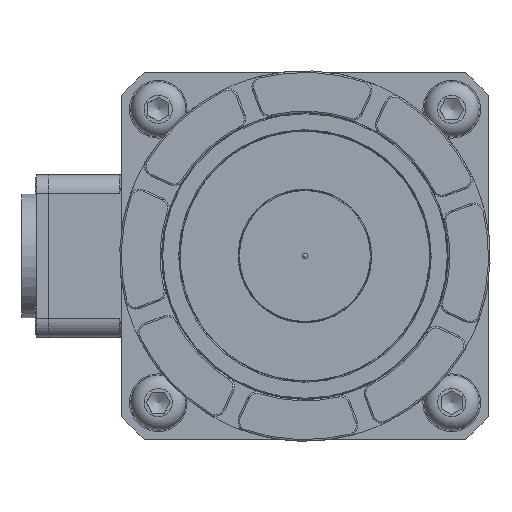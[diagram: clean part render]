
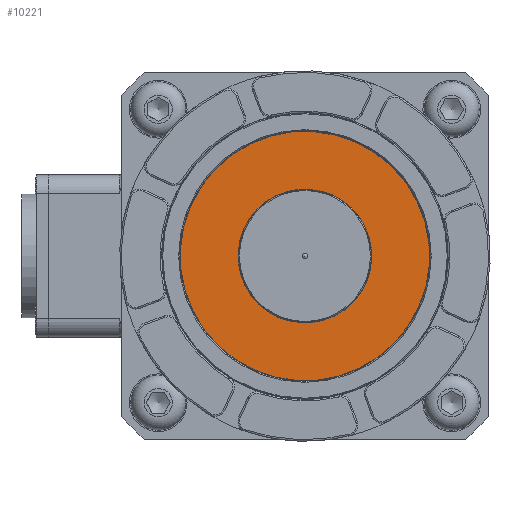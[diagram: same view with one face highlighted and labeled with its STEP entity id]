
A CAD part, front view. The second image highlights one B-rep face of the part: STEP entity #10221.
In plain terms, the highlighted planar face has unit normal (0, -1, 0).
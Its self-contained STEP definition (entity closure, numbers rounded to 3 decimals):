
#462=FACE_BOUND('',#1611,.T.);
#595=PLANE('',#11042);
#938=FACE_OUTER_BOUND('',#1610,.T.);
#1610=EDGE_LOOP('',(#7115));
#1611=EDGE_LOOP('',(#7116));
#3607=CIRCLE('',#11041,12.75);
#3608=CIRCLE('',#11043,23.8);
#4380=VERTEX_POINT('',#16120);
#4381=VERTEX_POINT('',#16124);
#5405=EDGE_CURVE('',#4380,#4380,#3607,.T.);
#5406=EDGE_CURVE('',#4381,#4381,#3608,.T.);
#7115=ORIENTED_EDGE('',*,*,#5406,.F.);
#7116=ORIENTED_EDGE('',*,*,#5405,.T.);
#10221=ADVANCED_FACE('',(#938,#462),#595,.T.);
#11041=AXIS2_PLACEMENT_3D('',#16122,#12796,#12797);
#11042=AXIS2_PLACEMENT_3D('',#16123,#12798,#12799);
#11043=AXIS2_PLACEMENT_3D('',#16125,#12800,#12801);
#12796=DIRECTION('center_axis',(0.,1.,0.));
#12797=DIRECTION('ref_axis',(-0.105,0.,0.995));
#12798=DIRECTION('center_axis',(0.,-1.,0.));
#12799=DIRECTION('ref_axis',(-0.105,0.,0.995));
#12800=DIRECTION('center_axis',(0.,1.,0.));
#12801=DIRECTION('ref_axis',(-0.105,0.,0.995));
#16120=CARTESIAN_POINT('',(1.333,-19.87,-12.68));
#16122=CARTESIAN_POINT('Origin',(0.,-19.87,
0.));
#16123=CARTESIAN_POINT('Origin',(0.,-19.87,
0.));
#16124=CARTESIAN_POINT('',(2.488,-19.87,-23.67));
#16125=CARTESIAN_POINT('Origin',(0.,-19.87,
0.));
